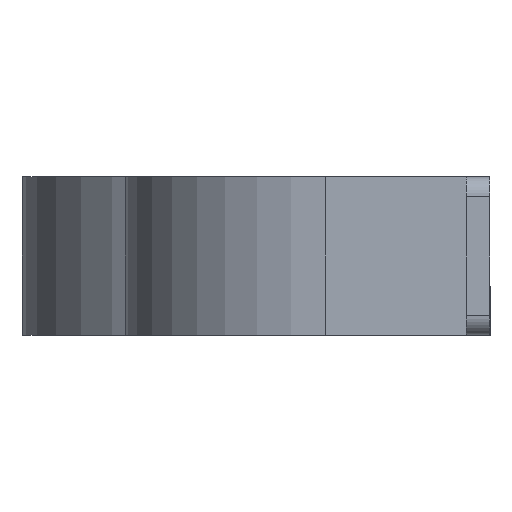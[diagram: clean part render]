
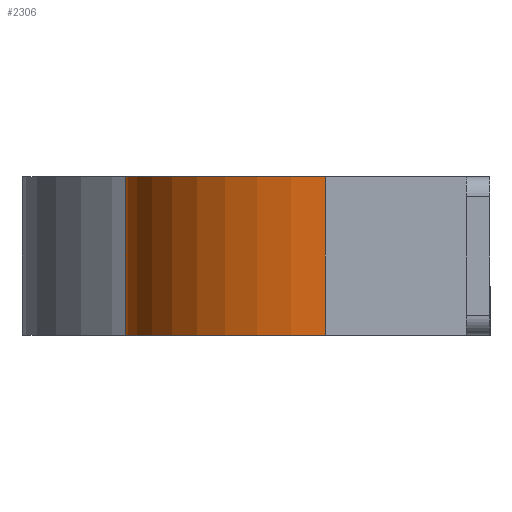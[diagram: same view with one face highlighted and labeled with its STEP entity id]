
A CAD part, left-side view. The second image highlights one B-rep face of the part: STEP entity #2306.
In plain terms, the highlighted cylindrical face has radius 50.5 mm (diameter 101 mm), a partial arc.
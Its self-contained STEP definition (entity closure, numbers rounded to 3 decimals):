
#11 = ORIENTED_EDGE ( 'NONE', *, *, #2336, .F. ) ;
#33 = DIRECTION ( 'NONE',  ( 0., 0., -1. ) ) ;
#55 = VECTOR ( 'NONE', #1679, 1000. ) ;
#137 = AXIS2_PLACEMENT_3D ( 'NONE', #2109, #1866, #2300 ) ;
#246 = CARTESIAN_POINT ( 'NONE',  ( 50.5, 44.5, -20. ) ) ;
#300 = CIRCLE ( 'NONE', #592, 50.5 ) ;
#321 = DIRECTION ( 'NONE',  ( -1., 0., 0. ) ) ;
#493 = CARTESIAN_POINT ( 'NONE',  ( 50.5, 44.5, 20. ) ) ;
#592 = AXIS2_PLACEMENT_3D ( 'NONE', #1026, #33, #650 ) ;
#650 = DIRECTION ( 'NONE',  ( 1., 0., 0. ) ) ;
#768 = ORIENTED_EDGE ( 'NONE', *, *, #1049, .T. ) ;
#860 = CARTESIAN_POINT ( 'NONE',  ( -50.5, 44.5, -20. ) ) ;
#1026 = CARTESIAN_POINT ( 'NONE',  ( 0., 44.5, 20. ) ) ;
#1037 = AXIS2_PLACEMENT_3D ( 'NONE', #2094, #1527, #321 ) ;
#1049 = EDGE_CURVE ( 'NONE', #1821, #1964, #1442, .T. ) ;
#1072 = VERTEX_POINT ( 'NONE', #1469 ) ;
#1122 = CIRCLE ( 'NONE', #137, 50.5 ) ;
#1124 = CYLINDRICAL_SURFACE ( 'NONE', #1037, 50.5 ) ;
#1219 = CARTESIAN_POINT ( 'NONE',  ( -50.5, 44.5, 20. ) ) ;
#1330 = ORIENTED_EDGE ( 'NONE', *, *, #1903, .F. ) ;
#1417 = DIRECTION ( 'NONE',  ( 0., 0., -1. ) ) ;
#1423 = ORIENTED_EDGE ( 'NONE', *, *, #1968, .T. ) ;
#1442 = LINE ( 'NONE', #493, #55 ) ;
#1469 = CARTESIAN_POINT ( 'NONE',  ( -50.5, 44.5, 20. ) ) ;
#1527 = DIRECTION ( 'NONE',  ( 0., 0., -1. ) ) ;
#1577 = CARTESIAN_POINT ( 'NONE',  ( 50.5, 44.5, 20. ) ) ;
#1679 = DIRECTION ( 'NONE',  ( 0., 0., -1. ) ) ;
#1768 = EDGE_LOOP ( 'NONE', ( #11, #1330, #1423, #768 ) ) ;
#1821 = VERTEX_POINT ( 'NONE', #1577 ) ;
#1866 = DIRECTION ( 'NONE',  ( 0., 0., -1. ) ) ;
#1903 = EDGE_CURVE ( 'NONE', #1072, #2528, #1959, .T. ) ;
#1959 = LINE ( 'NONE', #1219, #1973 ) ;
#1964 = VERTEX_POINT ( 'NONE', #246 ) ;
#1968 = EDGE_CURVE ( 'NONE', #1072, #1821, #300, .T. ) ;
#1973 = VECTOR ( 'NONE', #1417, 1000. ) ;
#2083 = FACE_OUTER_BOUND ( 'NONE', #1768, .T. ) ;
#2094 = CARTESIAN_POINT ( 'NONE',  ( 0., 44.5, 20. ) ) ;
#2109 = CARTESIAN_POINT ( 'NONE',  ( 0., 44.5, -20. ) ) ;
#2300 = DIRECTION ( 'NONE',  ( 1., 0., 0. ) ) ;
#2306 = ADVANCED_FACE ( 'NONE', ( #2083 ), #1124, .T. ) ;
#2336 = EDGE_CURVE ( 'NONE', #2528, #1964, #1122, .T. ) ;
#2528 = VERTEX_POINT ( 'NONE', #860 ) ;
